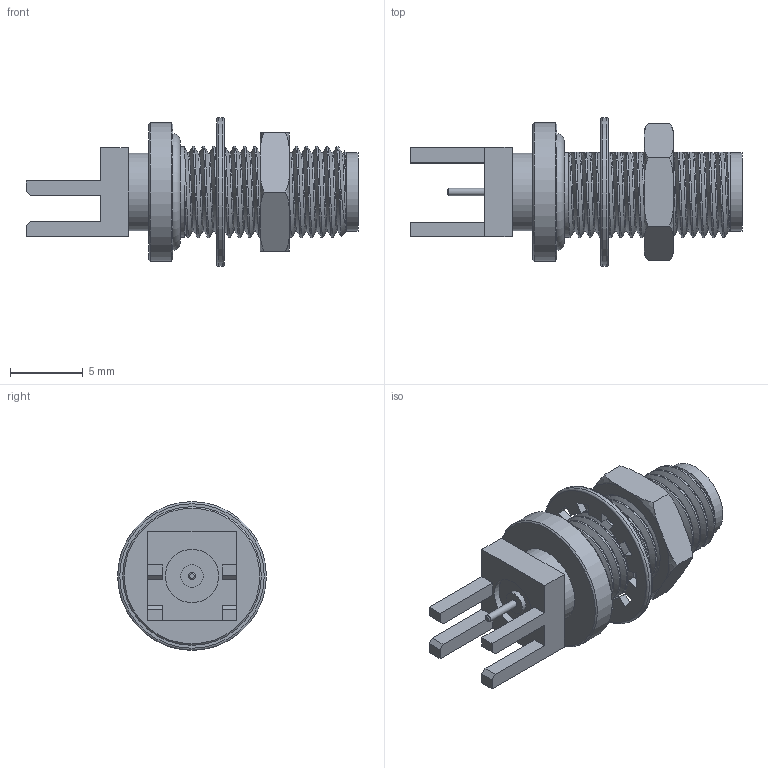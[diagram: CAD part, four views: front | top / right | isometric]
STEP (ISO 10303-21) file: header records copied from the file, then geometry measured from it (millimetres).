
FILE_DESCRIPTION(/* description */ ('Unknown'),/* implementation_level */ '2;1');
FILE_NAME(/* name */ '60312252111535',/* time_stamp */ '2021-05-31T10:45:04+02:00',/* author */ ('Unknown'),/* organization */ ('Unknown'),/* preprocessor_version */ 'ST-DEVELOPER v16.7',/* originating_system */ 'Solid Edge',/* authorisation */ 'Unknown');
FILE_SCHEMA (('AUTOMOTIVE_DESIGN {1 0 10303 214 3 1 1}'));
Length unit declared in the file: millimetre
Products named in the file (8): 60312252111535; 60312252111535_Packaging; 60312252111535_Shielding; 60312252111535_Insulator; 60312252111535_Signalpin; 60312252111535_Washer; 60312252111535_Nut; 60312252111535_Gasket
Assembly tree (7 placements, depth 3):
  60312252111535
    60312252111535_Packaging
      60312252111535_Shielding
      60312252111535_Insulator
      60312252111535_Signalpin
    60312252111535_Washer
    60312252111535_Nut
    60312252111535_Gasket
Bounding box: 22.76 x 10.2 x 10.2 mm (x, y, z)
Volume: 603.3 mm3; surface area: 1696.3 mm2
Topology: 6 solids, 6 shells, 193 faces, 501 edges, 331 vertices
Faces by surface type: plane 98, cylinder 60, cone 16, torus 15, bspline 4
Full cylindrical faces by diameter (mm): 0.51 x1, 0.9 x1, 1.27 x3, 1.49 x1, 1.56 x1, 3.66 x1, 4.03 x2, 4.1 x2, 4.28 x1, 4.3 x1, 4.65 x1, 5.33 x1, 5.35 x1, 6.5 x1, 8.29 x1, 9.5 x1, 10.2 x1
Entity records: 14504 total; most frequent: CARTESIAN_POINT 9987, ORIENTED_EDGE 900, DIRECTION 847, EDGE_CURVE 450, AXIS2_PLACEMENT_3D 320, VERTEX_POINT 315, FACE_BOUND 245, EDGE_LOOP 243
